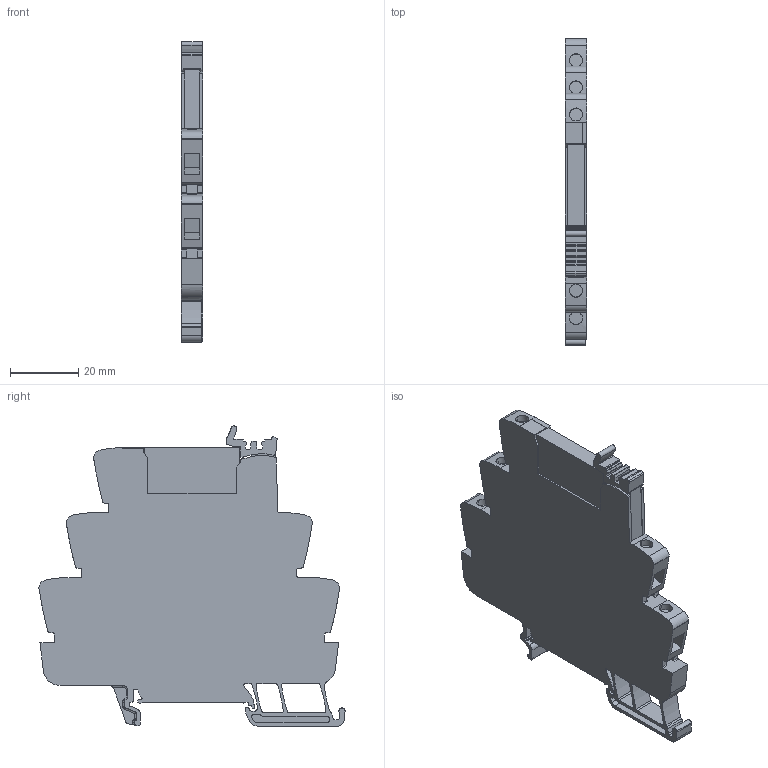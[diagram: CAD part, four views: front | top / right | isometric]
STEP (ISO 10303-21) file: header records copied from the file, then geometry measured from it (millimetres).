
FILE_DESCRIPTION(('CATIA V5 STEP Exchange','CAx-IF Rec.Pracs.--- Model Styling and Organization---1.5--- 2016-08-15','CAx-IF Rec.Pracs.---Supplemental Geometry---1.0---2011-11-01','CAx-IF Rec.Pracs.--- Composite Materials ---1.1---2010-07-15'),'2;1');
FILE_NAME ('6238210_7', '2025-09-23T06:42:51+00:00', ('none'), ('Weidmueller'), 'CATIA Version 5-6 Release 2024 SP4', 'CATIA V5 STEP AP214 v3', 'none');
FILE_SCHEMA(('AUTOMOTIVE_DESIGN { 1 0 10303 214 1 1 1 1 }'));
Length unit declared in the file: millimetre
Products named in the file (1): 1127480000
Bounding box: 6.4 x 89.55 x 87.83 mm (x, y, z)
Volume: 31417.5 mm3; surface area: 17250.5 mm2
Topology: 8 solids, 8 shells, 476 faces, 1506 edges, 1051 vertices
Faces by surface type: plane 262, cylinder 192, torus 10, sphere 8, bspline 2, extrusion 2
Entity records: 16782 total; most frequent: CARTESIAN_POINT 3899, ORIENTED_EDGE 2992, DIRECTION 2149, EDGE_CURVE 1496, VERTEX_POINT 1051, VECTOR 1020, LINE 1018, AXIS2_PLACEMENT_3D 751
